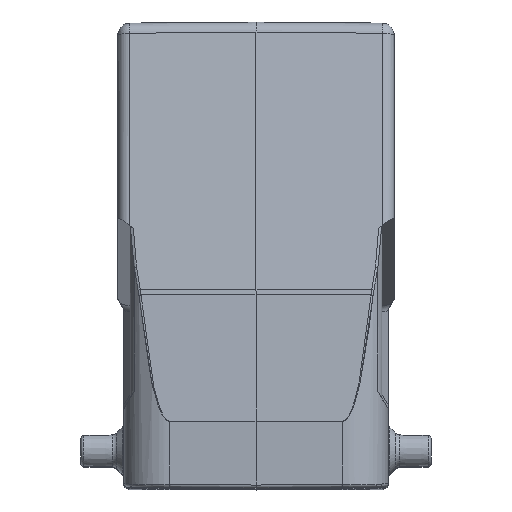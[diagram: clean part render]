
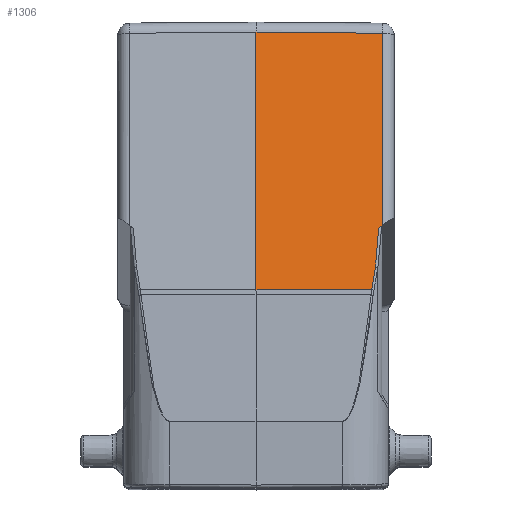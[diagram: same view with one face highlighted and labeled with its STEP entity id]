
A CAD part, top view. The second image highlights one B-rep face of the part: STEP entity #1306.
In plain terms, the highlighted planar face has unit normal (0.009, 0.174, 0.985).
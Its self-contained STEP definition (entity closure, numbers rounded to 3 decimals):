
#778=PLANE('',#10116);
#1306=ADVANCED_FACE('',(#2026),#778,.T.);
#2026=FACE_OUTER_BOUND('',#2603,.T.);
#2603=EDGE_LOOP('',(#5349,#5350,#5351,#5352,#5353,#5354,#5355));
#3016=B_SPLINE_CURVE_WITH_KNOTS('',3,(#17737,#17738,#17739,#17740,#17741,
#17742,#17743,#17744,#17745,#17746),.UNSPECIFIED.,.F.,.F.,(4,1,1,2,2,4),
(0.,0.25,0.375,0.438,0.5,
1.),.UNSPECIFIED.);
#3058=B_SPLINE_CURVE_WITH_KNOTS('',3,(#18608,#18609,#18610,#18611,#18612,
#18613),.UNSPECIFIED.,.F.,.F.,(4,1,1,4),(0.,0.333,0.667,
1.),.UNSPECIFIED.);
#5349=ORIENTED_EDGE('',*,*,#7667,.T.);
#5350=ORIENTED_EDGE('',*,*,#7662,.T.);
#5351=ORIENTED_EDGE('',*,*,#7660,.F.);
#5352=ORIENTED_EDGE('',*,*,#7834,.T.);
#5353=ORIENTED_EDGE('',*,*,#7835,.T.);
#5354=ORIENTED_EDGE('',*,*,#7836,.F.);
#5355=ORIENTED_EDGE('',*,*,#7837,.T.);
#6455=VERTEX_POINT('',#17700);
#6456=VERTEX_POINT('',#17704);
#6457=VERTEX_POINT('',#17715);
#6459=VERTEX_POINT('',#17731);
#6543=VERTEX_POINT('',#18545);
#6547=VERTEX_POINT('',#18605);
#6548=VERTEX_POINT('',#18607);
#7660=EDGE_CURVE('',#6455,#6456,#8530,.T.);
#7662=EDGE_CURVE('',#6457,#6456,#8531,.T.);
#7667=EDGE_CURVE('',#6459,#6457,#3016,.T.);
#7834=EDGE_CURVE('',#6455,#6543,#8577,.T.);
#7835=EDGE_CURVE('',#6543,#6547,#8578,.T.);
#7836=EDGE_CURVE('',#6548,#6547,#8579,.T.);
#7837=EDGE_CURVE('',#6548,#6459,#3058,.T.);
#8530=LINE('',#17703,#9196);
#8531=LINE('',#17714,#9197);
#8577=LINE('',#18602,#9243);
#8578=LINE('',#18604,#9244);
#8579=LINE('',#18606,#9245);
#9196=VECTOR('',#11771,1.);
#9197=VECTOR('',#11774,1.);
#9243=VECTOR('',#12142,1.);
#9244=VECTOR('',#12145,1.);
#9245=VECTOR('',#12146,1.);
#10116=AXIS2_PLACEMENT_3D('',#18614,#12147,#12148);
#11771=DIRECTION('',(0.,-0.985,0.174));
#11774=DIRECTION('',(0.762,0.637,-0.119));
#12142=DIRECTION('',(-1.,0.009,0.007));
#12145=DIRECTION('',(0.,-0.985,0.174));
#12146=DIRECTION('',(-1.,0.001,0.009));
#12147=DIRECTION('',(0.009,0.174,0.985));
#12148=DIRECTION('',(0.,-0.985,0.174));
#17700=CARTESIAN_POINT('',(20.517,19.584,50.546));
#17703=CARTESIAN_POINT('',(20.517,19.584,50.546));
#17704=CARTESIAN_POINT('',(20.517,-11.704,56.062));
#17714=CARTESIAN_POINT('',(19.963,-12.168,56.149));
#17715=CARTESIAN_POINT('',(19.963,-12.168,56.149));
#17731=CARTESIAN_POINT('',(19.449,-18.497,57.27));
#17737=CARTESIAN_POINT('',(19.449,-18.497,57.27));
#17738=CARTESIAN_POINT('',(19.522,-17.989,57.179));
#17739=CARTESIAN_POINT('',(19.621,-17.19,57.038));
#17740=CARTESIAN_POINT('',(19.719,-16.193,56.861));
#17741=CARTESIAN_POINT('',(19.757,-15.752,56.783));
#17742=CARTESIAN_POINT('',(19.782,-15.455,56.73));
#17743=CARTESIAN_POINT('',(19.796,-15.272,56.698));
#17744=CARTESIAN_POINT('',(19.877,-14.198,56.508));
#17745=CARTESIAN_POINT('',(19.93,-13.202,56.332));
#17746=CARTESIAN_POINT('',(19.963,-12.168,56.149));
#18545=CARTESIAN_POINT('',(0.,19.763,50.696));
#18602=CARTESIAN_POINT('',(20.517,19.584,50.546));
#18604=CARTESIAN_POINT('',(0.,19.763,50.696));
#18605=CARTESIAN_POINT('',(0.,-22.155,58.087));
#18606=CARTESIAN_POINT('',(18.848,-22.176,57.924));
#18607=CARTESIAN_POINT('',(18.848,-22.176,57.924));
#18608=CARTESIAN_POINT('',(18.848,-22.176,57.924));
#18609=CARTESIAN_POINT('',(18.933,-21.719,57.842));
#18610=CARTESIAN_POINT('',(19.088,-20.836,57.685));
#18611=CARTESIAN_POINT('',(19.286,-19.609,57.467));
#18612=CARTESIAN_POINT('',(19.397,-18.857,57.334));
#18613=CARTESIAN_POINT('',(19.449,-18.497,57.27));
#18614=CARTESIAN_POINT('',(0.,21.415,50.404));
